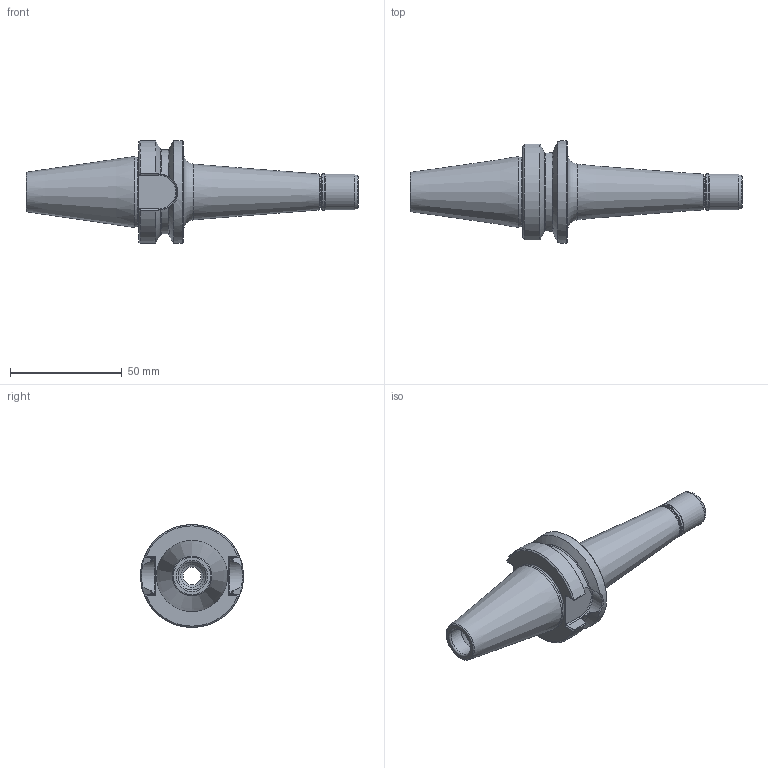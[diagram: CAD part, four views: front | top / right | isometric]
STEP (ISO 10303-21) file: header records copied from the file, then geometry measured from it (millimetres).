
FILE_DESCRIPTION( ( 'Unknown' ), '1' );
FILE_NAME( '513011150-B.stp', 'Unknown', ( 'Unknown' ), ( 'Unknown' ), 'PSStep 10.0', 'Unknown', ' ' );
FILE_SCHEMA( ( 'AUTOMOTIVE_DESIGN { 1 0 10303 214 1 1 1 1 }' ) );
Length unit declared in the file: millimetre
Products named in the file (2): 1; 2
Bounding box: 148.4 x 46 x 46 mm (x, y, z)
Volume: 67599.3 mm3; surface area: 19762.8 mm2
Topology: 2 solids, 2 shells, 109 faces, 270 edges, 169 vertices
Faces by surface type: plane 34, cylinder 29, cone 21, torus 19, bspline 6
Full cylindrical faces by diameter (mm): 8 x1, 9.1 x1, 10.106 x2, 11.722 x1, 12.5 x1, 12.7 x1, 12.917 x1, 14 x2, 14.15 x2, 16 x1, 16.4 x1, 46 x1
Entity records: 4103 total; most frequent: CARTESIAN_POINT 919, DIRECTION 460, ORIENTED_EDGE 432, EDGE_CURVE 216, AXIS2_PLACEMENT_3D 203, EDGE_LOOP 160, VERTEX_POINT 158, FACE_OUTER_BOUND 137
